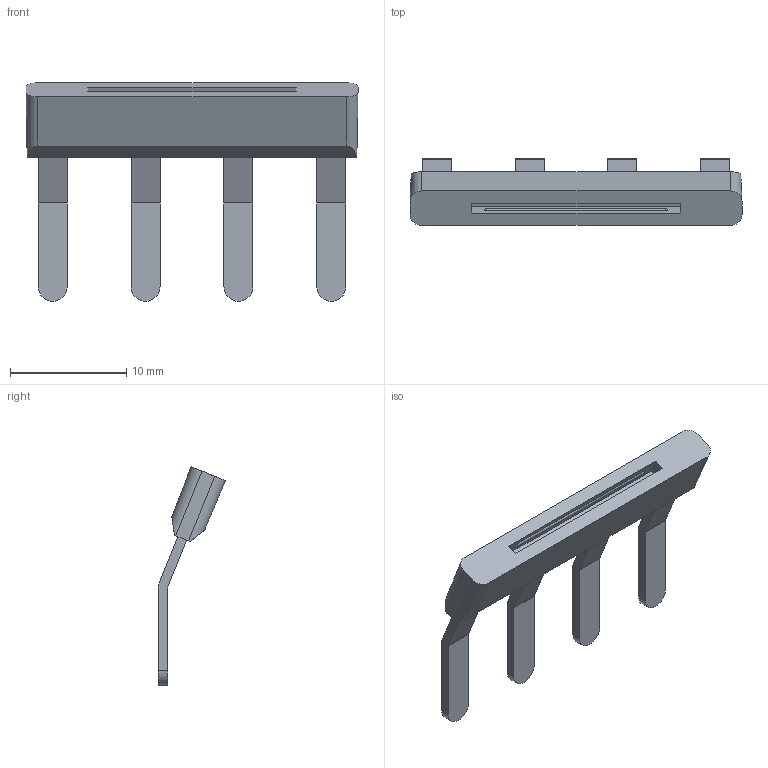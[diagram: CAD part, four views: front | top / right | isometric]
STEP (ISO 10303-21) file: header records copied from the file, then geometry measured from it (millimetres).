
FILE_DESCRIPTION(('CATIA V5R20 STEP214','CAx-IF Rec.Pracs.--- Model Styling and Organization---1.5--- 2016-08-15','CAx-IF Rec.Pracs.---Supplemental Geometry---1.0---2011-11-01','CAx-IF Rec.Pracs.--- Composite Materials ---1.1---2010-07-15'),'2;1');
FILE_NAME ('002036-1_3', '2025-03-31T12:35:44+00:00', ('Weidmueller Interface'), ('Weidmueller'), 'CATIA Version 5-6 Release 2022 SP4 HF5', 'CATIA V5 STEP AP214 v3', 'none');
FILE_SCHEMA(('AUTOMOTIVE_DESIGN { 1 0 10303 214 1 1 1 1 }'));
Length unit declared in the file: millimetre
Products named in the file (1): 0461300000
Bounding box: 28.6 x 5.78 x 18.82 mm (x, y, z)
Volume: 574.9 mm3; surface area: 901.9 mm2
Topology: 1 solids, 1 shells, 63 faces, 170 edges, 112 vertices
Faces by surface type: plane 37, cylinder 18, sphere 4, cone 4
Entity records: 2029 total; most frequent: CARTESIAN_POINT 496, ORIENTED_EDGE 332, DIRECTION 248, EDGE_CURVE 166, VERTEX_POINT 112, VECTOR 110, LINE 110, AXIS2_PLACEMENT_3D 94
